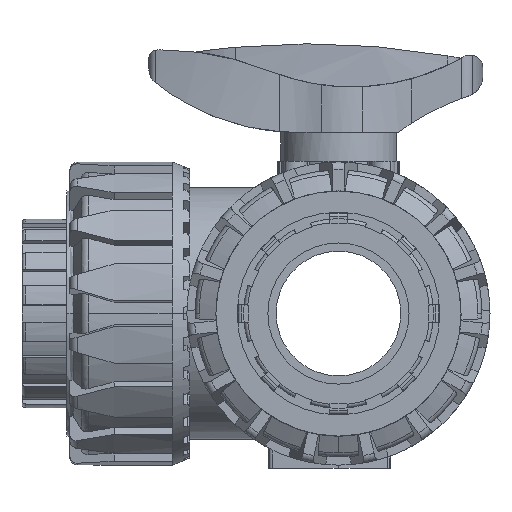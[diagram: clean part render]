
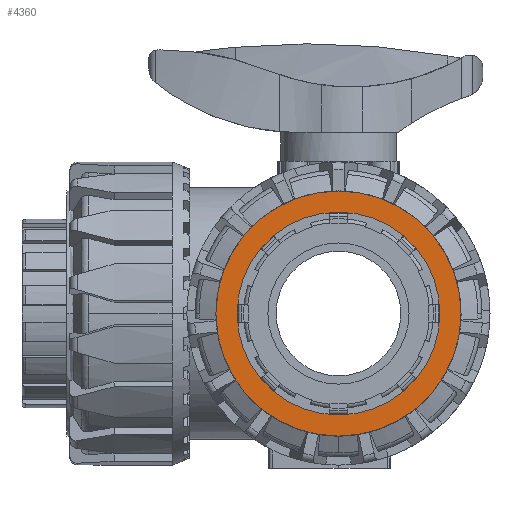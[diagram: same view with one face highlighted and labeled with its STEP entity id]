
A CAD part, front view. The second image highlights one B-rep face of the part: STEP entity #4360.
In plain terms, the highlighted planar face has unit normal (0, -1, 0).
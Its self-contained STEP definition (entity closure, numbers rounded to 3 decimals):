
#4360=ADVANCED_FACE('',(#9196,#9197),#9198,.T.);
#9196=FACE_BOUND('',#14555,.T.);
#9197=FACE_OUTER_BOUND('',#14556,.T.);
#9198=PLANE('',#14557);
#14555=EDGE_LOOP('',(#28330,#28331));
#14556=EDGE_LOOP('',(#28332,#28333));
#14557=AXIS2_PLACEMENT_3D('',#28334,#28335,#28336);
#28330=ORIENTED_EDGE('',*,*,#37896,.T.);
#28331=ORIENTED_EDGE('',*,*,#36767,.T.);
#28332=ORIENTED_EDGE('',*,*,#36762,.T.);
#28333=ORIENTED_EDGE('',*,*,#37975,.T.);
#28334=CARTESIAN_POINT('',(0.0,-108.9,-61.));
#28335=DIRECTION('',(0.0,-1.0,0.0));
#28336=DIRECTION('',(1.0,0.0,0.0));
#36762=EDGE_CURVE('',#45250,#45314,#45316,.T.);
#36767=EDGE_CURVE('',#45319,#45323,#45325,.T.);
#37896=EDGE_CURVE('',#45323,#45319,#47030,.T.);
#37975=EDGE_CURVE('',#45314,#45250,#47123,.T.);
#45250=VERTEX_POINT('',#59453);
#45314=VERTEX_POINT('',#59518);
#45316=CIRCLE('',#59521,49.15);
#45319=VERTEX_POINT('',#59524);
#45323=VERTEX_POINT('',#59529);
#45325=CIRCLE('',#59532,40.65);
#47030=CIRCLE('',#62516,40.65);
#47123=CIRCLE('',#62700,49.15);
#59453=CARTESIAN_POINT('',(0.0,-108.9,-110.15));
#59518=CARTESIAN_POINT('',(0.,-108.9,-11.85));
#59521=AXIS2_PLACEMENT_3D('',#72414,#72415,#72416);
#59524=CARTESIAN_POINT('',(-40.65,-108.9,-61.));
#59529=CARTESIAN_POINT('',(40.65,-108.9,-61.));
#59532=AXIS2_PLACEMENT_3D('',#72422,#72423,#72424);
#62516=AXIS2_PLACEMENT_3D('',#73989,#73990,#73991);
#62700=AXIS2_PLACEMENT_3D('',#74062,#74063,#74064);
#72414=CARTESIAN_POINT('',(0.0,-108.9,-61.));
#72415=DIRECTION('',(0.0,-1.0,0.0));
#72416=DIRECTION('',(1.0,0.0,0.0));
#72422=CARTESIAN_POINT('',(0.0,-108.9,-61.));
#72423=DIRECTION('',(0.0,1.0,0.0));
#72424=DIRECTION('',(-1.0,0.0,0.0));
#73989=CARTESIAN_POINT('',(0.0,-108.9,-61.));
#73990=DIRECTION('',(0.0,1.0,0.0));
#73991=DIRECTION('',(-1.0,0.0,0.0));
#74062=CARTESIAN_POINT('',(0.0,-108.9,-61.));
#74063=DIRECTION('',(0.0,-1.0,0.0));
#74064=DIRECTION('',(1.0,0.0,0.0));
